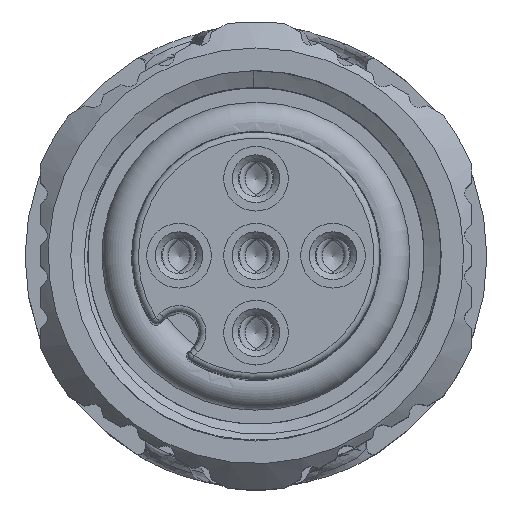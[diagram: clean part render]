
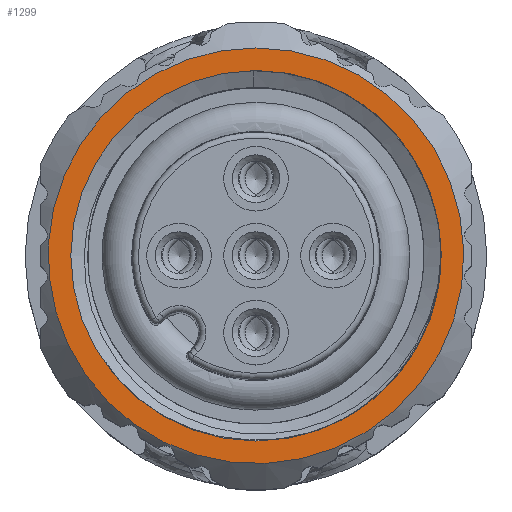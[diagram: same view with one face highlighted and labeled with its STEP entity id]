
A CAD part, top view. The second image highlights one B-rep face of the part: STEP entity #1299.
In plain terms, the highlighted planar face has unit normal (0, 0, 1).
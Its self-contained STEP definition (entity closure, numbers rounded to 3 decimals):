
#1299=ADVANCED_FACE('',(#2498,#2499),#1595,.F.);
#1595=PLANE('',#7549);
#2498=FACE_BOUND('',#2802,.T.);
#2499=FACE_BOUND('',#2803,.T.);
#2802=EDGE_LOOP('',(#4030));
#2803=EDGE_LOOP('',(#4031));
#4030=ORIENTED_EDGE('',*,*,#6483,.F.);
#4031=ORIENTED_EDGE('',*,*,#6484,.F.);
#5584=VERTEX_POINT('',#13094);
#5585=VERTEX_POINT('',#13097);
#6483=EDGE_CURVE('',#5584,#5584,#7168,.T.);
#6484=EDGE_CURVE('',#5585,#5585,#7169,.T.);
#7168=CIRCLE('',#7546,6.015);
#7169=CIRCLE('',#7548,6.75);
#7546=AXIS2_PLACEMENT_3D('',#13093,#8553,#8554);
#7548=AXIS2_PLACEMENT_3D('',#13096,#8557,#8558);
#7549=AXIS2_PLACEMENT_3D('',#13098,#8559,#8560);
#8553=DIRECTION('',(0.,0.,1.));
#8554=DIRECTION('',(1.,0.,0.));
#8557=DIRECTION('',(0.,0.,-1.));
#8558=DIRECTION('',(0.,1.,0.));
#8559=DIRECTION('',(0.,0.,-1.));
#8560=DIRECTION('',(1.,0.,0.));
#13093=CARTESIAN_POINT('',(0.,0.,0.));
#13094=CARTESIAN_POINT('',(6.015,0.,0.));
#13096=CARTESIAN_POINT('',(0.,0.,0.));
#13097=CARTESIAN_POINT('',(0.,6.75,0.));
#13098=CARTESIAN_POINT('',(0.,0.,0.));
